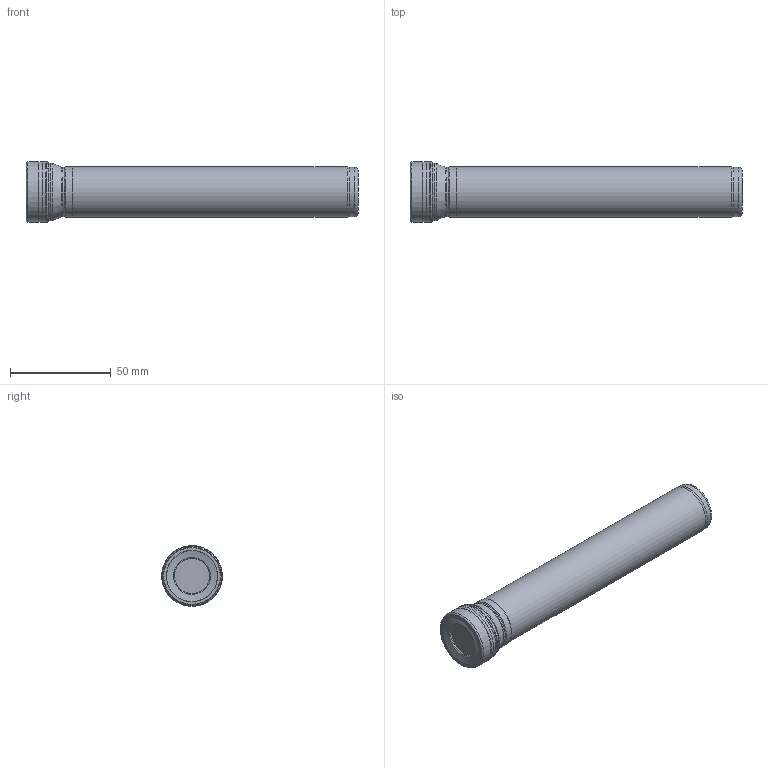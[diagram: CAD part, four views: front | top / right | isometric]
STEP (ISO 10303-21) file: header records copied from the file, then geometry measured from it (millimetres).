
FILE_DESCRIPTION(/* description */ (''),/* implementation_level */ '2;1');
FILE_NAME(/* name */ 'AEM90-AD11-D30-C25-L165-Z04-H-LİGHT.stp',/* time_stamp */ '2023-10-19T09:12:20+03:00',/* author */ (''),/* organization */ (''),/* preprocessor_version */ 'ST-DEVELOPER v19.4',/* originating_system */ 'SIEMENS PLM Software NX2306.3001',/* authorisation */ '');
FILE_SCHEMA (('AUTOMOTIVE_DESIGN { 1 0 10303 214 3 1 1 1 }'));
Length unit declared in the file: millimetre
Products named in the file (1): AEM90-AD11-D30-C25-L165-Z04-H-LİGHT
Bounding box: 165 x 30.18 x 30.18 mm (x, y, z)
Volume: 87319 mm3; surface area: 16573.2 mm2
Topology: 2 solids, 2 shells, 41 faces, 98 edges, 61 vertices
Faces by surface type: revolution 20, torus 6, cone 6, cylinder 5, plane 4
Full cylindrical faces by diameter (mm): 24.5 x2, 25 x1, 25.3 x1, 28.8 x1
Entity records: 1014 total; most frequent: CARTESIAN_POINT 285, DIRECTION 146, EDGE_LOOP 80, ORIENTED_EDGE 80, FACE_BOUND 78, AXIS2_PLACEMENT_3D 62, ADVANCED_FACE 41, VERTEX_POINT 40
